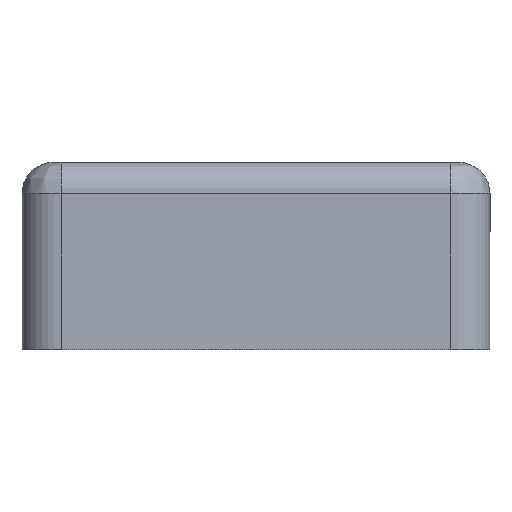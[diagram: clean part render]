
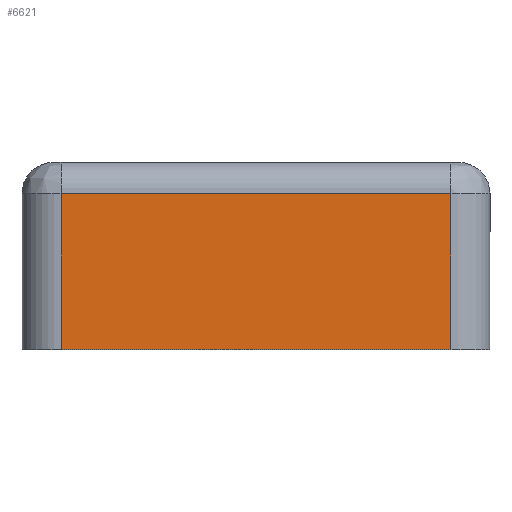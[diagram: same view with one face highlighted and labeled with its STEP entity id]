
A CAD part, front view. The second image highlights one B-rep face of the part: STEP entity #6621.
In plain terms, the highlighted planar face has unit normal (0, -1, 0).
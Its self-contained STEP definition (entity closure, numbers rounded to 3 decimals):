
#118 = EDGE_CURVE ( 'NONE', #4242, #2435, #273, .T. ) ;
#186 = CARTESIAN_POINT ( 'NONE',  ( -12.5, -30., 12. ) ) ;
#273 = LINE ( 'NONE', #3287, #666 ) ;
#631 = DIRECTION ( 'NONE',  ( 0., 0., -1. ) ) ;
#666 = VECTOR ( 'NONE', #1601, 1000. ) ;
#718 = EDGE_CURVE ( 'NONE', #946, #8191, #5534, .T. ) ;
#946 = VERTEX_POINT ( 'NONE', #6392 ) ;
#1472 = LINE ( 'NONE', #6361, #3135 ) ;
#1600 = EDGE_CURVE ( 'NONE', #2435, #946, #6363, .T. ) ;
#1601 = DIRECTION ( 'NONE',  ( -1., 0., 0. ) ) ;
#2005 = FACE_OUTER_BOUND ( 'NONE', #10366, .T. ) ;
#2123 = CARTESIAN_POINT ( 'NONE',  ( 12.5, -30., 10. ) ) ;
#2435 = VERTEX_POINT ( 'NONE', #8031 ) ;
#3135 = VECTOR ( 'NONE', #631, 1000. ) ;
#3287 = CARTESIAN_POINT ( 'NONE',  ( 15., -30., 0. ) ) ;
#3563 = CARTESIAN_POINT ( 'NONE',  ( -15., -30., 10. ) ) ;
#3586 = CARTESIAN_POINT ( 'NONE',  ( -15., -30., 12. ) ) ;
#4131 = VECTOR ( 'NONE', #4229, 1000. ) ;
#4229 = DIRECTION ( 'NONE',  ( 0., 0., 1. ) ) ;
#4242 = VERTEX_POINT ( 'NONE', #4294 ) ;
#4294 = CARTESIAN_POINT ( 'NONE',  ( 12.5, -30., 0. ) ) ;
#4410 = DIRECTION ( 'NONE',  ( 0., 0., 1. ) ) ;
#4754 = AXIS2_PLACEMENT_3D ( 'NONE', #3586, #9305, #4410 ) ;
#5202 = ORIENTED_EDGE ( 'NONE', *, *, #1600, .F. ) ;
#5534 = LINE ( 'NONE', #3563, #7453 ) ;
#6046 = DIRECTION ( 'NONE',  ( 1., 0., 0. ) ) ;
#6361 = CARTESIAN_POINT ( 'NONE',  ( 12.5, -30., 12. ) ) ;
#6363 = LINE ( 'NONE', #186, #4131 ) ;
#6392 = CARTESIAN_POINT ( 'NONE',  ( -12.5, -30., 10. ) ) ;
#6621 = ADVANCED_FACE ( 'NONE', ( #2005 ), #10094, .F. ) ;
#7453 = VECTOR ( 'NONE', #6046, 1000. ) ;
#7662 = EDGE_CURVE ( 'NONE', #8191, #4242, #1472, .T. ) ;
#7741 = ORIENTED_EDGE ( 'NONE', *, *, #7662, .F. ) ;
#8031 = CARTESIAN_POINT ( 'NONE',  ( -12.5, -30., 0. ) ) ;
#8034 = ORIENTED_EDGE ( 'NONE', *, *, #718, .F. ) ;
#8191 = VERTEX_POINT ( 'NONE', #2123 ) ;
#8216 = ORIENTED_EDGE ( 'NONE', *, *, #118, .F. ) ;
#9305 = DIRECTION ( 'NONE',  ( 0., 1., 0. ) ) ;
#10094 = PLANE ( 'NONE',  #4754 ) ;
#10366 = EDGE_LOOP ( 'NONE', ( #8034, #5202, #8216, #7741 ) ) ;
